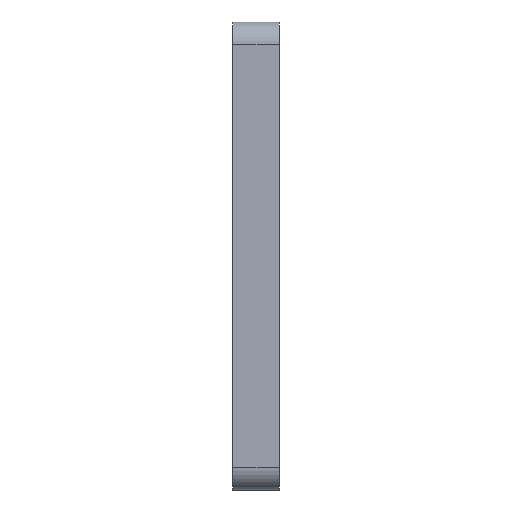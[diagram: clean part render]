
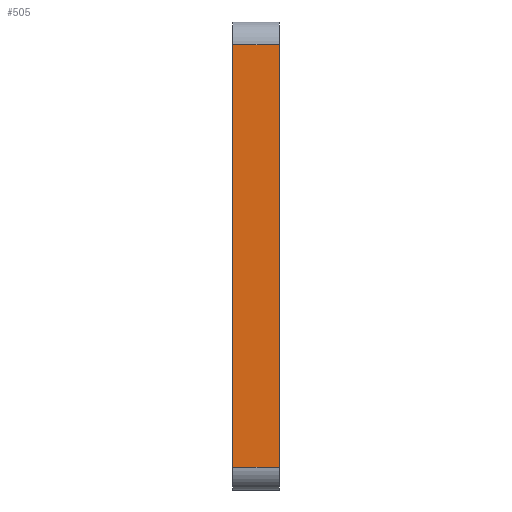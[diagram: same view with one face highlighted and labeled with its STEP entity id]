
A CAD part, left-side view. The second image highlights one B-rep face of the part: STEP entity #505.
In plain terms, the highlighted planar face has unit normal (-1, 0, 0).
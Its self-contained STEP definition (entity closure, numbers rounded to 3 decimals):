
#69=FACE_OUTER_BOUND('',#94,.T.);
#94=EDGE_LOOP('',(#421,#422,#423,#424));
#149=LINE('',#846,#201);
#150=LINE('',#849,#202);
#151=LINE('',#851,#203);
#152=LINE('',#852,#204);
#201=VECTOR('',#696,10.);
#202=VECTOR('',#699,10.);
#203=VECTOR('',#700,10.);
#204=VECTOR('',#701,10.);
#249=VERTEX_POINT('',#842);
#250=VERTEX_POINT('',#844);
#251=VERTEX_POINT('',#848);
#252=VERTEX_POINT('',#850);
#319=EDGE_CURVE('',#249,#250,#149,.T.);
#320=EDGE_CURVE('',#251,#249,#150,.T.);
#321=EDGE_CURVE('',#252,#250,#151,.T.);
#322=EDGE_CURVE('',#251,#252,#152,.T.);
#421=ORIENTED_EDGE('',*,*,#320,.T.);
#422=ORIENTED_EDGE('',*,*,#319,.T.);
#423=ORIENTED_EDGE('',*,*,#321,.F.);
#424=ORIENTED_EDGE('',*,*,#322,.F.);
#481=PLANE('',#562);
#505=ADVANCED_FACE('',(#69),#481,.T.);
#562=AXIS2_PLACEMENT_3D('',#847,#697,#698);
#696=DIRECTION('',(0.,1.,0.));
#697=DIRECTION('center_axis',(-1.,0.,0.));
#698=DIRECTION('ref_axis',(0.,0.,1.));
#699=DIRECTION('',(0.,0.,1.));
#700=DIRECTION('',(0.,0.,1.));
#701=DIRECTION('',(0.,1.,0.));
#842=CARTESIAN_POINT('',(-24.15,0.,20.));
#844=CARTESIAN_POINT('',(-24.15,4.4,20.));
#846=CARTESIAN_POINT('',(-24.15,0.,20.));
#847=CARTESIAN_POINT('Origin',(-24.15,0.,-20.));
#848=CARTESIAN_POINT('',(-24.15,0.,-20.));
#849=CARTESIAN_POINT('',(-24.15,0.,-20.));
#850=CARTESIAN_POINT('',(-24.15,4.4,-20.));
#851=CARTESIAN_POINT('',(-24.15,4.4,-20.));
#852=CARTESIAN_POINT('',(-24.15,0.,-20.));
